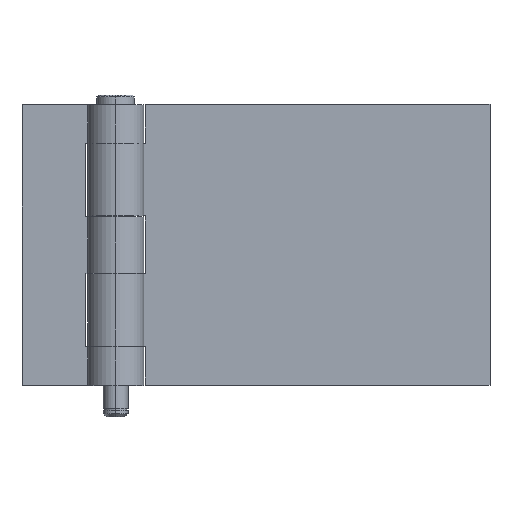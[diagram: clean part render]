
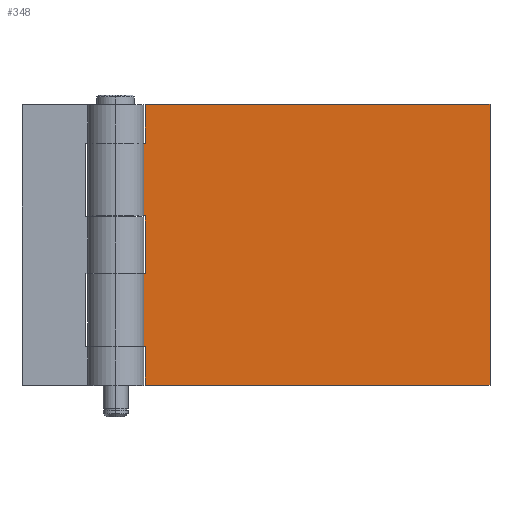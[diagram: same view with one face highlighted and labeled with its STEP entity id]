
A CAD part, top view. The second image highlights one B-rep face of the part: STEP entity #348.
In plain terms, the highlighted face is planar.
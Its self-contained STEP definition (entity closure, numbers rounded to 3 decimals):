
#80 = VERTEX_POINT ( 'NONE', #718 ) ;
#82 = VERTEX_POINT ( 'NONE', #775 ) ;
#83 = EDGE_CURVE ( 'NONE', #82, #80, #774, .T. ) ;
#307 = VERTEX_POINT ( 'NONE', #1114 ) ;
#308 = VERTEX_POINT ( 'NONE', #1113 ) ;
#315 = VERTEX_POINT ( 'NONE', #1164 ) ;
#317 = EDGE_CURVE ( 'NONE', #315, #308, #1163, .T. ) ;
#345 = EDGE_CURVE ( 'NONE', #315, #383, #1233, .T. ) ;
#348 = ADVANCED_FACE ( 'NONE', ( #1229 ), #1228, .F. ) ;
#349 = EDGE_LOOP ( 'NONE', ( #410, #411, #414, #417, #419, #420, #398, #400, #401, #402, #403, #406 ) ) ;
#365 = EDGE_CURVE ( 'NONE', #307, #366, #1264, .T. ) ;
#366 = VERTEX_POINT ( 'NONE', #1260 ) ;
#380 = VERTEX_POINT ( 'NONE', #1234 ) ;
#382 = EDGE_CURVE ( 'NONE', #383, #380, #1296, .T. ) ;
#383 = VERTEX_POINT ( 'NONE', #1292 ) ;
#398 = ORIENTED_EDGE ( 'NONE', *, *, #399, .T. ) ;
#399 = EDGE_CURVE ( 'NONE', #422, #308, #1267, .T. ) ;
#400 = ORIENTED_EDGE ( 'NONE', *, *, #317, .F. ) ;
#401 = ORIENTED_EDGE ( 'NONE', *, *, #345, .T. ) ;
#402 = ORIENTED_EDGE ( 'NONE', *, *, #382, .T. ) ;
#403 = ORIENTED_EDGE ( 'NONE', *, *, #404, .T. ) ;
#404 = EDGE_CURVE ( 'NONE', #380, #405, #1325, .T. ) ;
#405 = VERTEX_POINT ( 'NONE', #1321 ) ;
#406 = ORIENTED_EDGE ( 'NONE', *, *, #407, .T. ) ;
#407 = EDGE_CURVE ( 'NONE', #405, #80, #1320, .T. ) ;
#410 = ORIENTED_EDGE ( 'NONE', *, *, #83, .F. ) ;
#411 = ORIENTED_EDGE ( 'NONE', *, *, #412, .T. ) ;
#412 = EDGE_CURVE ( 'NONE', #82, #413, #1314, .T. ) ;
#413 = VERTEX_POINT ( 'NONE', #1306 ) ;
#414 = ORIENTED_EDGE ( 'NONE', *, *, #415, .T. ) ;
#415 = EDGE_CURVE ( 'NONE', #413, #416, #1305, .T. ) ;
#416 = VERTEX_POINT ( 'NONE', #1301 ) ;
#417 = ORIENTED_EDGE ( 'NONE', *, *, #418, .T. ) ;
#418 = EDGE_CURVE ( 'NONE', #416, #366, #1300, .T. ) ;
#419 = ORIENTED_EDGE ( 'NONE', *, *, #365, .F. ) ;
#420 = ORIENTED_EDGE ( 'NONE', *, *, #421, .T. ) ;
#421 = EDGE_CURVE ( 'NONE', #307, #422, #1360, .T. ) ;
#422 = VERTEX_POINT ( 'NONE', #1356 ) ;
#718 = CARTESIAN_POINT ( 'NONE',  ( 7.794, 12.5, 4.5 ) ) ;
#771 = DIRECTION ( 'NONE',  ( 0., -1., 0. ) ) ;
#772 = VECTOR ( 'NONE', #771, 1000. ) ;
#773 = CARTESIAN_POINT ( 'NONE',  ( 7.794, 90., 4.5 ) ) ;
#774 = LINE ( 'NONE', #773, #772 ) ;
#775 = CARTESIAN_POINT ( 'NONE',  ( 7.794, 35.75, 4.5 ) ) ;
#1113 = CARTESIAN_POINT ( 'NONE',  ( 9.5, 90., 4.5 ) ) ;
#1114 = CARTESIAN_POINT ( 'NONE',  ( 7.794, 77.5, 4.5 ) ) ;
#1160 = DIRECTION ( 'NONE',  ( -1., 0., 0. ) ) ;
#1161 = VECTOR ( 'NONE', #1160, 1000. ) ;
#1162 = CARTESIAN_POINT ( 'NONE',  ( 120., 90., 4.5 ) ) ;
#1163 = LINE ( 'NONE', #1162, #1161 ) ;
#1164 = CARTESIAN_POINT ( 'NONE',  ( 120., 90., 4.5 ) ) ;
#1224 = DIRECTION ( 'NONE',  ( 1., 0., 0. ) ) ;
#1225 = DIRECTION ( 'NONE',  ( 0., 0., 1. ) ) ;
#1226 = CARTESIAN_POINT ( 'NONE',  ( 120., 90., 4.5 ) ) ;
#1227 = AXIS2_PLACEMENT_3D ( 'NONE', #1226, #1225, #1224 ) ;
#1228 = PLANE ( 'NONE',  #1227 ) ;
#1229 = FACE_OUTER_BOUND ( 'NONE', #349, .T. ) ;
#1230 = DIRECTION ( 'NONE',  ( 0., -1., 0. ) ) ;
#1231 = VECTOR ( 'NONE', #1230, 1000. ) ;
#1232 = CARTESIAN_POINT ( 'NONE',  ( 120., 90., 4.5 ) ) ;
#1233 = LINE ( 'NONE', #1232, #1231 ) ;
#1234 = CARTESIAN_POINT ( 'NONE',  ( 9.5, 0., 4.5 ) ) ;
#1260 = CARTESIAN_POINT ( 'NONE',  ( 7.794, 54.25, 4.5 ) ) ;
#1261 = DIRECTION ( 'NONE',  ( 0., -1., 0. ) ) ;
#1262 = VECTOR ( 'NONE', #1261, 1000. ) ;
#1263 = CARTESIAN_POINT ( 'NONE',  ( 7.794, 90., 4.5 ) ) ;
#1264 = LINE ( 'NONE', #1263, #1262 ) ;
#1265 = DIRECTION ( 'NONE',  ( 0., 1., 0. ) ) ;
#1266 = CARTESIAN_POINT ( 'NONE',  ( 9.5, 90., 4.5 ) ) ;
#1267 = LINE ( 'NONE', #1266, #1326 ) ;
#1292 = CARTESIAN_POINT ( 'NONE',  ( 120., 0., 4.5 ) ) ;
#1293 = DIRECTION ( 'NONE',  ( -1., 0., 0. ) ) ;
#1294 = VECTOR ( 'NONE', #1293, 1000. ) ;
#1295 = CARTESIAN_POINT ( 'NONE',  ( 120., 0., 4.5 ) ) ;
#1296 = LINE ( 'NONE', #1295, #1294 ) ;
#1297 = DIRECTION ( 'NONE',  ( -1., 0., 0. ) ) ;
#1298 = VECTOR ( 'NONE', #1297, 1000. ) ;
#1299 = CARTESIAN_POINT ( 'NONE',  ( 120., 54.25, 4.5 ) ) ;
#1300 = LINE ( 'NONE', #1299, #1298 ) ;
#1301 = CARTESIAN_POINT ( 'NONE',  ( 9.5, 54.25, 4.5 ) ) ;
#1302 = DIRECTION ( 'NONE',  ( 0., 1., 0. ) ) ;
#1303 = VECTOR ( 'NONE', #1302, 1000. ) ;
#1304 = CARTESIAN_POINT ( 'NONE',  ( 9.5, 90., 4.5 ) ) ;
#1305 = LINE ( 'NONE', #1304, #1303 ) ;
#1306 = CARTESIAN_POINT ( 'NONE',  ( 9.5, 35.75, 4.5 ) ) ;
#1307 = DIRECTION ( 'NONE',  ( 1., 0., 0. ) ) ;
#1308 = VECTOR ( 'NONE', #1307, 1000. ) ;
#1309 = CARTESIAN_POINT ( 'NONE',  ( 120., 35.75, 4.5 ) ) ;
#1314 = LINE ( 'NONE', #1309, #1308 ) ;
#1317 = DIRECTION ( 'NONE',  ( -1., 0., 0. ) ) ;
#1318 = VECTOR ( 'NONE', #1317, 1000. ) ;
#1319 = CARTESIAN_POINT ( 'NONE',  ( 120., 12.5, 4.5 ) ) ;
#1320 = LINE ( 'NONE', #1319, #1318 ) ;
#1321 = CARTESIAN_POINT ( 'NONE',  ( 9.5, 12.5, 4.5 ) ) ;
#1322 = DIRECTION ( 'NONE',  ( 0., 1., 0. ) ) ;
#1323 = VECTOR ( 'NONE', #1322, 1000. ) ;
#1324 = CARTESIAN_POINT ( 'NONE',  ( 9.5, 90., 4.5 ) ) ;
#1325 = LINE ( 'NONE', #1324, #1323 ) ;
#1326 = VECTOR ( 'NONE', #1265, 1000. ) ;
#1356 = CARTESIAN_POINT ( 'NONE',  ( 9.5, 77.5, 4.5 ) ) ;
#1357 = DIRECTION ( 'NONE',  ( 1., 0., 0. ) ) ;
#1358 = VECTOR ( 'NONE', #1357, 1000. ) ;
#1359 = CARTESIAN_POINT ( 'NONE',  ( 120., 77.5, 4.5 ) ) ;
#1360 = LINE ( 'NONE', #1359, #1358 ) ;
